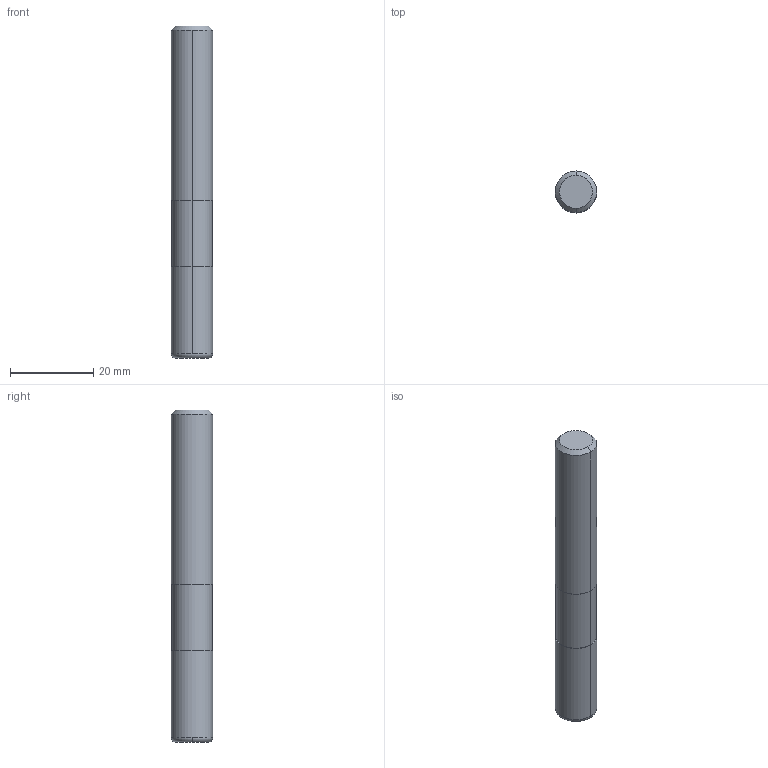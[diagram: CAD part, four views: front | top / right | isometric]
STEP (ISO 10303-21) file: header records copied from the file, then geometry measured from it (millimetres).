
FILE_DESCRIPTION(('STEP AP214'),'1');
FILE_NAME('608029450-000-00-E43.stp','2024-01-10T13:23:47',(' '),(' '),'Spatial InterOp 3D',' ',' ');
FILE_SCHEMA(('AUTOMOTIVE_DESIGN { 1 0 10303 214 1 1 1 1 }'));
Length unit declared in the file: millimetre
Products named in the file (1): 1
Bounding box: 10 x 10 x 80 mm (x, y, z)
Volume: 6187.8 mm3; surface area: 2778.7 mm2
Topology: 2 solids, 2 shells, 15 faces, 42 edges, 33 vertices
Faces by surface type: cylinder 6, plane 5, cone 2, torus 2
Entity records: 648 total; most frequent: DIRECTION 102, CARTESIAN_POINT 82, ORIENTED_EDGE 58, AXIS2_PLACEMENT_3D 43, EDGE_CURVE 29, CIRCLE 22, LINE 20, VECTOR 20
